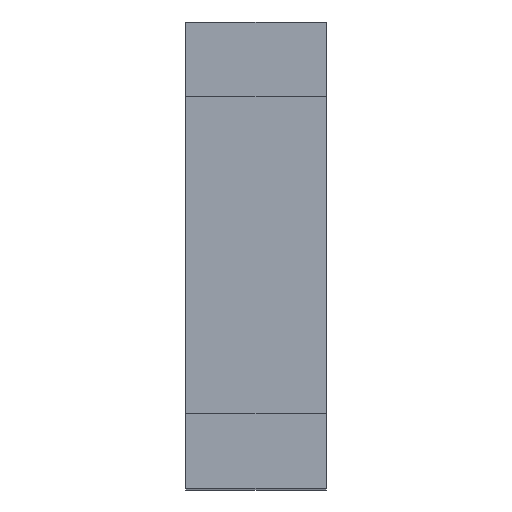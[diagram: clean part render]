
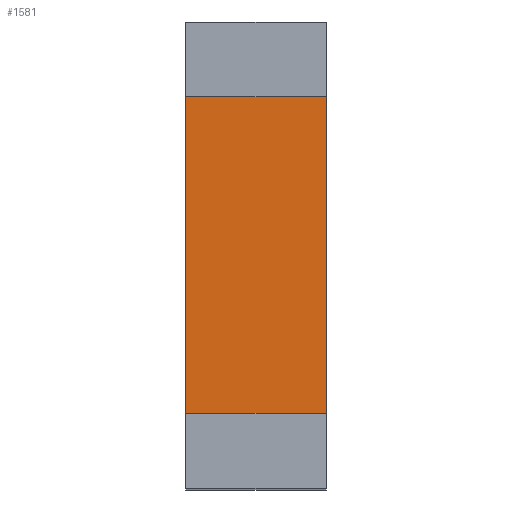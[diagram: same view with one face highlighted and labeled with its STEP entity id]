
A CAD part, top view. The second image highlights one B-rep face of the part: STEP entity #1581.
In plain terms, the highlighted face is planar.
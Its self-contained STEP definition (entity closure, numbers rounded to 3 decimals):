
#1352=CARTESIAN_POINT('',(40.2,-11.,15.0));
#1353=VERTEX_POINT('',#1352);
#1360=CARTESIAN_POINT('',(40.2,-11.,-15.0));
#1361=VERTEX_POINT('',#1360);
#1362=CARTESIAN_POINT('',(40.2,-11.,15.0));
#1363=DIRECTION('',(0.0,0.0,-1.0));
#1364=VECTOR('',#1363,30.0);
#1365=LINE('',#1362,#1364);
#1366=EDGE_CURVE('',#1353,#1361,#1365,.T.);
#1432=CARTESIAN_POINT('',(-31.4,-11.,-15.0));
#1433=VERTEX_POINT('',#1432);
#1434=CARTESIAN_POINT('',(-31.4,-11.,-15.0));
#1435=DIRECTION('',(1.0,0.0,0.0));
#1436=VECTOR('',#1435,71.6);
#1437=LINE('',#1434,#1436);
#1438=EDGE_CURVE('',#1433,#1361,#1437,.T.);
#1540=CARTESIAN_POINT('',(-31.4,-11.,15.0));
#1541=VERTEX_POINT('',#1540);
#1542=CARTESIAN_POINT('',(-31.4,-11.,-15.0));
#1543=DIRECTION('',(0.0,0.0,1.0));
#1544=VECTOR('',#1543,30.0);
#1545=LINE('',#1542,#1544);
#1546=EDGE_CURVE('',#1433,#1541,#1545,.T.);
#1565=CARTESIAN_POINT('',(-32.4,-11.,-15.0));
#1566=DIRECTION('',(0.0,-1.0,0.0));
#1567=DIRECTION('',(0.0,0.0,-1.0));
#1568=AXIS2_PLACEMENT_3D('',#1565,#1566,#1567);
#1569=PLANE('',#1568);
#1570=ORIENTED_EDGE('',*,*,#1366,.F.);
#1571=CARTESIAN_POINT('',(-31.4,-11.,15.0));
#1572=DIRECTION('',(1.0,0.0,0.0));
#1573=VECTOR('',#1572,71.6);
#1574=LINE('',#1571,#1573);
#1575=EDGE_CURVE('',#1541,#1353,#1574,.T.);
#1576=ORIENTED_EDGE('',*,*,#1575,.F.);
#1577=ORIENTED_EDGE('',*,*,#1546,.F.);
#1578=ORIENTED_EDGE('',*,*,#1438,.T.);
#1579=EDGE_LOOP('',(#1570,#1576,#1577,#1578));
#1580=FACE_OUTER_BOUND('',#1579,.T.);
#1581=ADVANCED_FACE('',(#1580),#1569,.T.);
